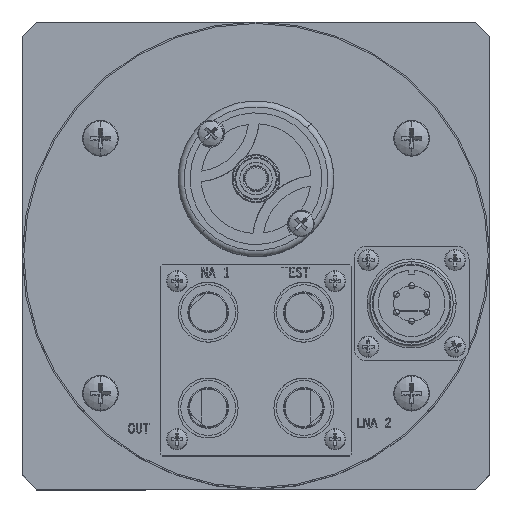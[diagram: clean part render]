
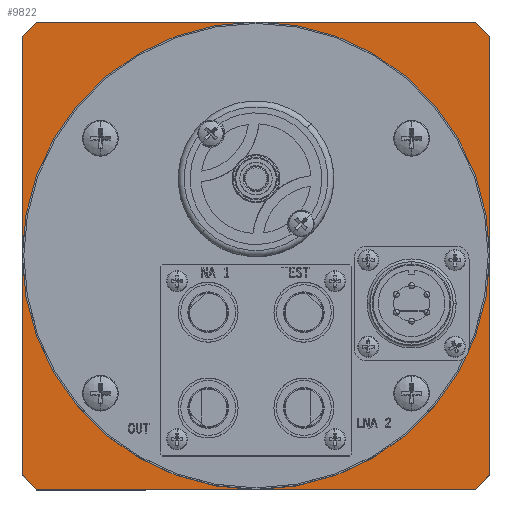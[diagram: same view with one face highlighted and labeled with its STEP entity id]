
A CAD part, top view. The second image highlights one B-rep face of the part: STEP entity #9822.
In plain terms, the highlighted planar face has unit normal (0, 0, 1).
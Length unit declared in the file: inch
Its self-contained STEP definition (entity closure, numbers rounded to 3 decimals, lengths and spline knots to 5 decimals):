
#188 = VECTOR ( 'NONE', #13398, 39.37008 ) ;
#838 = CARTESIAN_POINT ( 'NONE',  ( 2.3625, -2.3625, 4.386 ) ) ;
#1086 = CARTESIAN_POINT ( 'NONE',  ( 2.2875, -2.4375, 4.386 ) ) ;
#1553 = AXIS2_PLACEMENT_3D ( 'NONE', #41123, #9643, #37618 ) ;
#1630 = ORIENTED_EDGE ( 'NONE', *, *, #33917, .T. ) ;
#3156 = DIRECTION ( 'NONE',  ( 0., 0., 1. ) ) ;
#3204 = ORIENTED_EDGE ( 'NONE', *, *, #11779, .T. ) ;
#3358 = CARTESIAN_POINT ( 'NONE',  ( -2.4375, -2.2875, 4.386 ) ) ;
#3366 = ORIENTED_EDGE ( 'NONE', *, *, #11873, .T. ) ;
#3852 = ORIENTED_EDGE ( 'NONE', *, *, #7122, .T. ) ;
#4685 = EDGE_LOOP ( 'NONE', ( #28929, #7920 ) ) ;
#5619 = VERTEX_POINT ( 'NONE', #8573 ) ;
#6071 = LINE ( 'NONE', #15886, #18034 ) ;
#6084 = EDGE_CURVE ( 'NONE', #29714, #43892, #19607, .T. ) ;
#6192 = LINE ( 'NONE', #25178, #9502 ) ;
#6389 = ORIENTED_EDGE ( 'NONE', *, *, #6084, .T. ) ;
#7122 = EDGE_CURVE ( 'NONE', #8965, #29714, #43517, .T. ) ;
#7920 = ORIENTED_EDGE ( 'NONE', *, *, #31217, .F. ) ;
#8256 = CARTESIAN_POINT ( 'NONE',  ( 2.4375, -2.4375, 4.386 ) ) ;
#8573 = CARTESIAN_POINT ( 'NONE',  ( 2.4325, 0., 4.386 ) ) ;
#8580 = AXIS2_PLACEMENT_3D ( 'NONE', #30234, #16265, #9011 ) ;
#8758 = DIRECTION ( 'NONE',  ( 0.707, 0.707, 0. ) ) ;
#8965 = VERTEX_POINT ( 'NONE', #43185 ) ;
#9011 = DIRECTION ( 'NONE',  ( 1., 0., 0. ) ) ;
#9012 = DIRECTION ( 'NONE',  ( -1., 0., 0. ) ) ;
#9502 = VECTOR ( 'NONE', #21984, 39.37008 ) ;
#9643 = DIRECTION ( 'NONE',  ( 0., 0., 1. ) ) ;
#9822 = ADVANCED_FACE ( 'NONE', ( #36243, #14478 ), #28080, .T. ) ;
#10204 = DIRECTION ( 'NONE',  ( 1., 0., 0. ) ) ;
#11779 = EDGE_CURVE ( 'NONE', #23677, #8965, #6192, .T. ) ;
#11873 = EDGE_CURVE ( 'NONE', #42136, #15348, #16532, .T. ) ;
#12209 = CARTESIAN_POINT ( 'NONE',  ( 2.4375, 2.4375, 4.386 ) ) ;
#12411 = EDGE_CURVE ( 'NONE', #43892, #21777, #29015, .T. ) ;
#13042 = CARTESIAN_POINT ( 'NONE',  ( -2.2875, 2.4375, 4.386 ) ) ;
#13398 = DIRECTION ( 'NONE',  ( 0., -1., 0. ) ) ;
#14437 = VECTOR ( 'NONE', #37192, 39.37008 ) ;
#14478 = FACE_BOUND ( 'NONE', #4685, .T. ) ;
#15343 = DIRECTION ( 'NONE',  ( -0.707, -0.707, 0. ) ) ;
#15348 = VERTEX_POINT ( 'NONE', #38287 ) ;
#15741 = CARTESIAN_POINT ( 'NONE',  ( -4.8, 0.075, 4.386 ) ) ;
#15886 = CARTESIAN_POINT ( 'NONE',  ( 2.4375, -2.4375, 4.386 ) ) ;
#16265 = DIRECTION ( 'NONE',  ( 0., 0., 1. ) ) ;
#16332 = CARTESIAN_POINT ( 'NONE',  ( -2.4375, 2.2875, 4.386 ) ) ;
#16532 = LINE ( 'NONE', #838, #24727 ) ;
#16851 = VECTOR ( 'NONE', #15343, 39.37008 ) ;
#17778 = VECTOR ( 'NONE', #25726, 39.37008 ) ;
#18034 = VECTOR ( 'NONE', #19386, 39.37008 ) ;
#19306 = LINE ( 'NONE', #15741, #14437 ) ;
#19386 = DIRECTION ( 'NONE',  ( 1., 0., 0. ) ) ;
#19607 = LINE ( 'NONE', #39542, #16851 ) ;
#19780 = CARTESIAN_POINT ( 'NONE',  ( -2.4375, -2.4375, 4.386 ) ) ;
#21777 = VERTEX_POINT ( 'NONE', #3358 ) ;
#21984 = DIRECTION ( 'NONE',  ( -0.707, 0.707, 0. ) ) ;
#22611 = EDGE_CURVE ( 'NONE', #21777, #42461, #19306, .T. ) ;
#23677 = VERTEX_POINT ( 'NONE', #41309 ) ;
#23952 = ORIENTED_EDGE ( 'NONE', *, *, #28438, .T. ) ;
#24025 = CARTESIAN_POINT ( 'NONE',  ( -2.4375, 2.4375, 4.386 ) ) ;
#24727 = VECTOR ( 'NONE', #8758, 39.37008 ) ;
#25178 = CARTESIAN_POINT ( 'NONE',  ( -0.075, 4.8, 4.386 ) ) ;
#25382 = CARTESIAN_POINT ( 'NONE',  ( -2.2875, -2.4375, 4.386 ) ) ;
#25554 = CIRCLE ( 'NONE', #8580, 2.4325 ) ;
#25726 = DIRECTION ( 'NONE',  ( 0., 1., 0. ) ) ;
#28080 = PLANE ( 'NONE',  #39345 ) ;
#28243 = VECTOR ( 'NONE', #9012, 39.37008 ) ;
#28438 = EDGE_CURVE ( 'NONE', #42461, #42136, #6071, .T. ) ;
#28929 = ORIENTED_EDGE ( 'NONE', *, *, #30877, .F. ) ;
#29015 = LINE ( 'NONE', #19780, #188 ) ;
#29241 = ORIENTED_EDGE ( 'NONE', *, *, #12411, .T. ) ;
#29714 = VERTEX_POINT ( 'NONE', #13042 ) ;
#30234 = CARTESIAN_POINT ( 'NONE',  ( 0., 0., 4.386 ) ) ;
#30877 = EDGE_CURVE ( 'NONE', #35533, #5619, #39150, .T. ) ;
#31217 = EDGE_CURVE ( 'NONE', #5619, #35533, #25554, .T. ) ;
#33417 = ORIENTED_EDGE ( 'NONE', *, *, #22611, .T. ) ;
#33917 = EDGE_CURVE ( 'NONE', #15348, #23677, #44479, .T. ) ;
#35533 = VERTEX_POINT ( 'NONE', #38323 ) ;
#36243 = FACE_OUTER_BOUND ( 'NONE', #36553, .T. ) ;
#36553 = EDGE_LOOP ( 'NONE', ( #1630, #3204, #3852, #6389, #29241, #33417, #23952, #3366 ) ) ;
#37192 = DIRECTION ( 'NONE',  ( 0.707, -0.707, 0. ) ) ;
#37618 = DIRECTION ( 'NONE',  ( 1., 0., 0. ) ) ;
#38287 = CARTESIAN_POINT ( 'NONE',  ( 2.4375, -2.2875, 4.386 ) ) ;
#38323 = CARTESIAN_POINT ( 'NONE',  ( -2.4325, 0., 4.386 ) ) ;
#39150 = CIRCLE ( 'NONE', #1553, 2.4325 ) ;
#39345 = AXIS2_PLACEMENT_3D ( 'NONE', #24025, #3156, #10204 ) ;
#39542 = CARTESIAN_POINT ( 'NONE',  ( -2.3625, 2.3625, 4.386 ) ) ;
#41123 = CARTESIAN_POINT ( 'NONE',  ( 0., 0., 4.386 ) ) ;
#41309 = CARTESIAN_POINT ( 'NONE',  ( 2.4375, 2.2875, 4.386 ) ) ;
#42136 = VERTEX_POINT ( 'NONE', #1086 ) ;
#42461 = VERTEX_POINT ( 'NONE', #25382 ) ;
#43185 = CARTESIAN_POINT ( 'NONE',  ( 2.2875, 2.4375, 4.386 ) ) ;
#43517 = LINE ( 'NONE', #12209, #28243 ) ;
#43892 = VERTEX_POINT ( 'NONE', #16332 ) ;
#44479 = LINE ( 'NONE', #8256, #17778 ) ;
